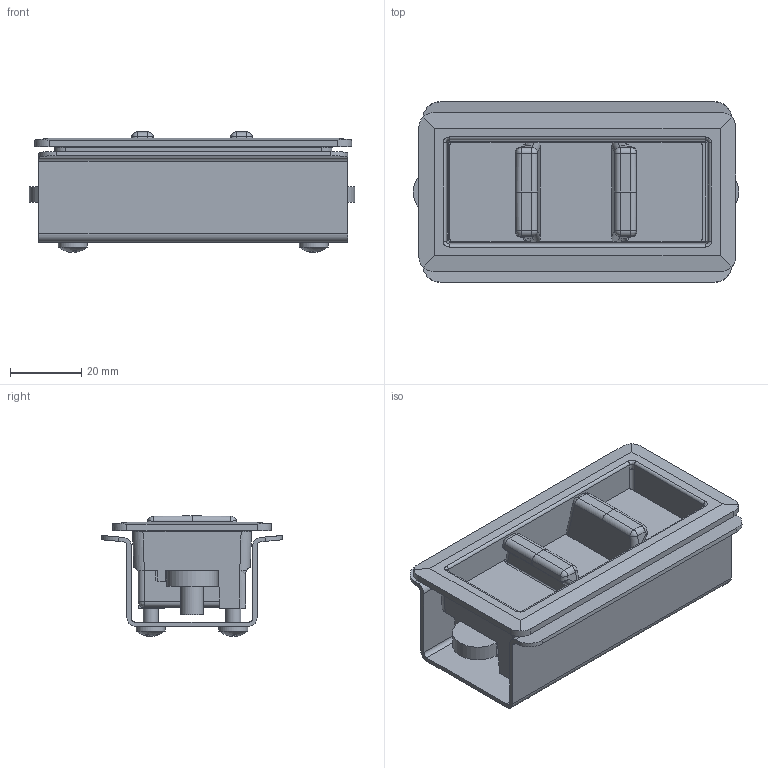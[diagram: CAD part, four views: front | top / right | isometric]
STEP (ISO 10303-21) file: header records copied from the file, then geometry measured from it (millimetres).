
FILE_DESCRIPTION((''),'2;1');
FILE_NAME('2-560-P8.stp','2013-02-01T10:24:34',('fredp'),(''),'Autodesk Inventor 2013','Autodesk Inventor 2013','');
FILE_SCHEMA(('AUTOMOTIVE_DESIGN { 1 0 10303 214 1 1 1 1 }'));
Length unit declared in the file: inch
Products named in the file (1): 2-560-P8
Bounding box: 91.45 x 50.8 x 33.74 mm (x, y, z)
Volume: 39775.5 mm3; surface area: 45659.3 mm2
Topology: 10 solids, 10 shells, 669 faces, 1749 edges, 1130 vertices
Faces by surface type: plane 398, cylinder 132, bspline 115, sphere 10, cone 10, torus 4
Full cylindrical faces by diameter (mm): 3.734 x2, 4.166 x2, 4.775 x2, 6.35 x2, 6.731 x2, 8.128 x2, 8.738 x2
Entity records: 24252 total; most frequent: CARTESIAN_POINT 7590, ORIENTED_EDGE 3442, DIRECTION 2994, EDGE_CURVE 1721, VECTOR 1172, LINE 1172, VERTEX_POINT 1126, AXIS2_PLACEMENT_3D 911
